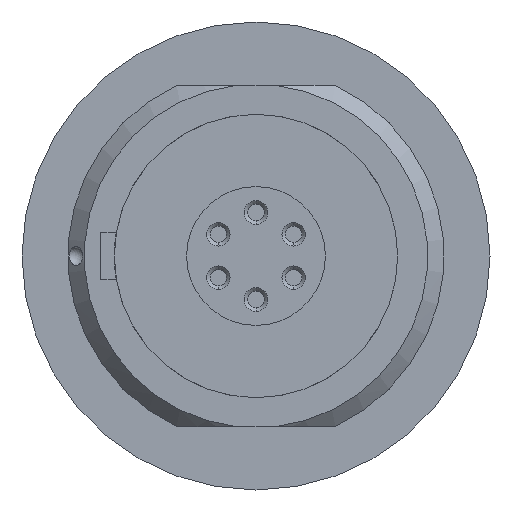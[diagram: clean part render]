
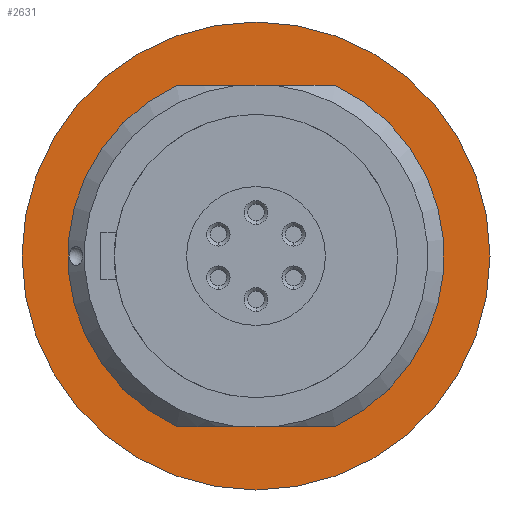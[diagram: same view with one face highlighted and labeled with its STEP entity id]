
A CAD part, left-side view. The second image highlights one B-rep face of the part: STEP entity #2631.
In plain terms, the highlighted planar face has unit normal (-1, 0, 0).
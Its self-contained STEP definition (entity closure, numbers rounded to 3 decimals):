
#304=CARTESIAN_POINT('',(-6.1,0.,0.));
#305=DIRECTION('',(-1.,0.,0.));
#306=DIRECTION('',(0.,1.,0.));
#307=AXIS2_PLACEMENT_3D('',#304,#305,#306);
#309=CARTESIAN_POINT('',(-6.1,0.,0.));
#310=DIRECTION('',(1.,0.,0.));
#311=DIRECTION('',(0.,1.,0.));
#312=AXIS2_PLACEMENT_3D('',#309,#310,#311);
#314=DIRECTION('',(0.,1.,0.));
#315=VECTOR('',#314,6.764);
#316=CARTESIAN_POINT('',(-6.1,-3.382,-7.25));
#317=LINE('',#316,#315);
#322=CARTESIAN_POINT('',(-6.1,0.,0.));
#323=DIRECTION('',(1.,0.,0.));
#324=DIRECTION('',(0.,0.423,-0.906));
#325=AXIS2_PLACEMENT_3D('',#322,#323,#324);
#331=CARTESIAN_POINT('',(-6.1,0.,0.));
#332=DIRECTION('',(1.,0.,0.));
#333=DIRECTION('',(0.,-0.423,0.906));
#334=AXIS2_PLACEMENT_3D('',#331,#332,#333);
#471=DIRECTION('',(0.,1.,0.));
#472=VECTOR('',#471,6.764);
#473=CARTESIAN_POINT('',(-6.1,-3.382,7.25));
#474=LINE('',#473,#472);
#2148=CARTESIAN_POINT('',(-6.1,-3.382,-7.25));
#2149=CARTESIAN_POINT('',(-6.1,3.382,-7.25));
#2150=VERTEX_POINT('',#2148);
#2151=VERTEX_POINT('',#2149);
#2152=CARTESIAN_POINT('',(-6.1,-3.382,7.25));
#2153=CARTESIAN_POINT('',(-6.1,3.382,7.25));
#2154=VERTEX_POINT('',#2152);
#2155=VERTEX_POINT('',#2153);
#2178=CARTESIAN_POINT('',(-6.1,9.95,0.));
#2179=CARTESIAN_POINT('',(-6.1,-9.95,0.));
#2180=VERTEX_POINT('',#2178);
#2181=VERTEX_POINT('',#2179);
#2612=CARTESIAN_POINT('',(-6.1,0.,0.));
#2613=DIRECTION('',(1.,0.,0.));
#2614=DIRECTION('',(0.,-1.,0.));
#2615=AXIS2_PLACEMENT_3D('',#2612,#2613,#2614);
#2616=PLANE('',#2615);
#2617=ORIENTED_EDGE('',*,*,#2594,.F.);
#2618=ORIENTED_EDGE('',*,*,#2579,.T.);
#2619=EDGE_LOOP('',(#2617,#2618));
#2620=FACE_OUTER_BOUND('',#2619,.F.);
#2622=ORIENTED_EDGE('',*,*,#2621,.F.);
#2624=ORIENTED_EDGE('',*,*,#2623,.F.);
#2626=ORIENTED_EDGE('',*,*,#2625,.F.);
#2628=ORIENTED_EDGE('',*,*,#2627,.T.);
#2629=EDGE_LOOP('',(#2622,#2624,#2626,#2628));
#2630=FACE_BOUND('',#2629,.F.);
#2631=ADVANCED_FACE('',(#2620,#2630),#2616,.F.);
#308=CIRCLE('',#307,9.95);
#313=CIRCLE('',#312,9.95);
#326=CIRCLE('',#325,8.);
#335=CIRCLE('',#334,8.);
#2579=EDGE_CURVE('',#2180,#2181,#313,.T.);
#2594=EDGE_CURVE('',#2180,#2181,#308,.T.);
#2621=EDGE_CURVE('',#2151,#2155,#326,.T.);
#2623=EDGE_CURVE('',#2150,#2151,#317,.T.);
#2625=EDGE_CURVE('',#2154,#2150,#335,.T.);
#2627=EDGE_CURVE('',#2154,#2155,#474,.T.);
